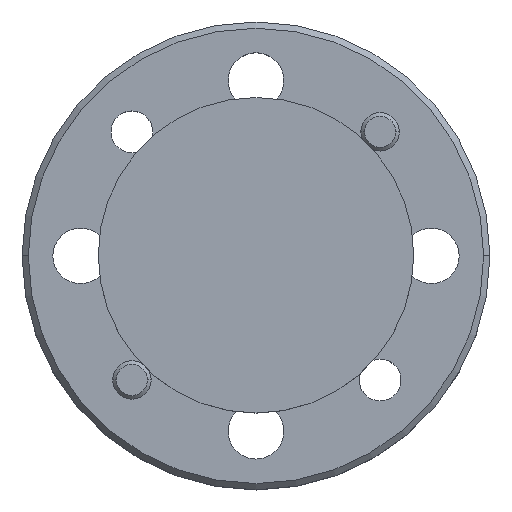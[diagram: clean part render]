
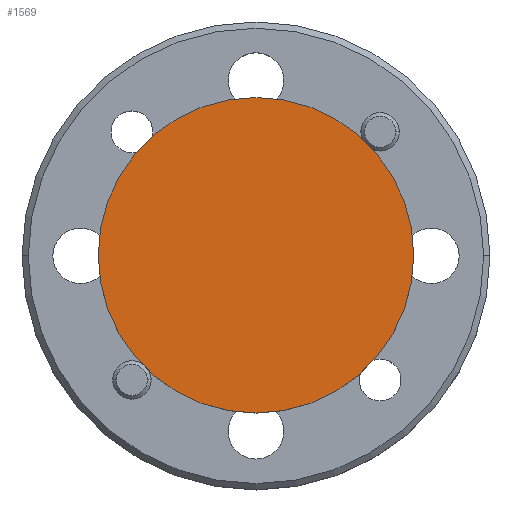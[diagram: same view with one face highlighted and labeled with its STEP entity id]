
A CAD part, top view. The second image highlights one B-rep face of the part: STEP entity #1569.
In plain terms, the highlighted planar face has unit normal (0, 0, 1).
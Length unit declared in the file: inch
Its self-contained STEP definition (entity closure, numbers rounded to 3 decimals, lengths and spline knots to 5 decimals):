
#169 = FACE_OUTER_BOUND ( 'NONE', #496, .T. ) ;
#184 = CARTESIAN_POINT ( 'NONE',  ( -0.25289, 0., 0. ) ) ;
#374 = ORIENTED_EDGE ( 'NONE', *, *, #813, .F. ) ;
#377 = ORIENTED_EDGE ( 'NONE', *, *, #739, .F. ) ;
#496 = EDGE_LOOP ( 'NONE', ( #374, #377 ) ) ;
#595 = CARTESIAN_POINT ( 'NONE',  ( 0., 0., 0. ) ) ;
#618 = DIRECTION ( 'NONE',  ( 0., 0., -1. ) ) ;
#690 = DIRECTION ( 'NONE',  ( 0., 0., 1. ) ) ;
#739 = EDGE_CURVE ( 'NONE', #1177, #1039, #1628, .T. ) ;
#813 = EDGE_CURVE ( 'NONE', #1039, #1177, #914, .T. ) ;
#861 = PLANE ( 'NONE',  #2185 ) ;
#914 = CIRCLE ( 'NONE', #1934, 0.25289 ) ;
#968 = DIRECTION ( 'NONE',  ( -1., 0., 0. ) ) ;
#1019 = CARTESIAN_POINT ( 'NONE',  ( 0., 0., 0. ) ) ;
#1039 = VERTEX_POINT ( 'NONE', #184 ) ;
#1177 = VERTEX_POINT ( 'NONE', #2197 ) ;
#1396 = DIRECTION ( 'NONE',  ( -1., 0., 0. ) ) ;
#1569 = ADVANCED_FACE ( 'NONE', ( #169 ), #861, .T. ) ;
#1582 = CARTESIAN_POINT ( 'NONE',  ( 0.20722, 0., 0. ) ) ;
#1628 = CIRCLE ( 'NONE', #2255, 0.25289 ) ;
#1729 = DIRECTION ( 'NONE',  ( 0., 0., -1. ) ) ;
#1758 = DIRECTION ( 'NONE',  ( 1., 0., 0. ) ) ;
#1934 = AXIS2_PLACEMENT_3D ( 'NONE', #595, #618, #968 ) ;
#2185 = AXIS2_PLACEMENT_3D ( 'NONE', #1582, #690, #1758 ) ;
#2197 = CARTESIAN_POINT ( 'NONE',  ( 0.25289, 0., 0. ) ) ;
#2255 = AXIS2_PLACEMENT_3D ( 'NONE', #1019, #1729, #1396 ) ;
